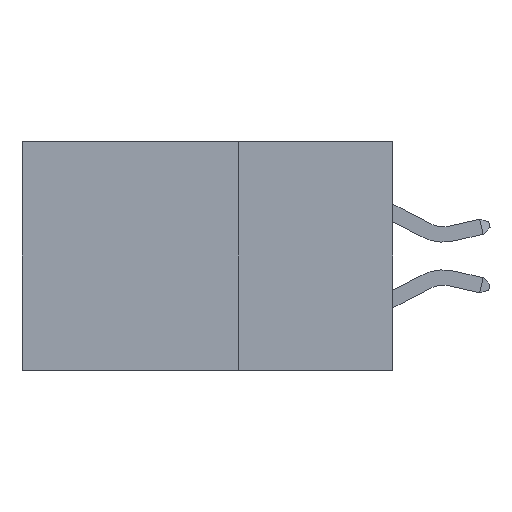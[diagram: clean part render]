
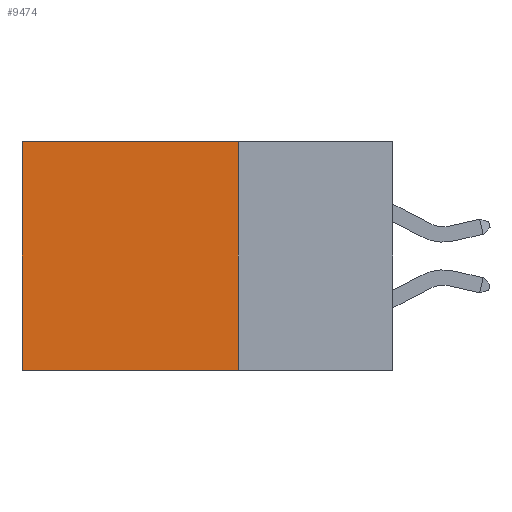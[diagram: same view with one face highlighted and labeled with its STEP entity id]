
A CAD part, left-side view. The second image highlights one B-rep face of the part: STEP entity #9474.
In plain terms, the highlighted planar face has unit normal (-1, 0, 0).
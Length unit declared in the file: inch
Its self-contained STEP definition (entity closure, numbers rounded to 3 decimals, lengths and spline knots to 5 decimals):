
#821 = VECTOR ( 'NONE', #1136, 39.37008 ) ;
#923 = DIRECTION ( 'NONE',  ( 0., 1., 0. ) ) ;
#1136 = DIRECTION ( 'NONE',  ( 0., 0., -1. ) ) ;
#3101 = EDGE_CURVE ( 'NONE', #33560, #36052, #3692, .T. ) ;
#3692 = LINE ( 'NONE', #23721, #821 ) ;
#5270 = VERTEX_POINT ( 'NONE', #13763 ) ;
#8706 = CARTESIAN_POINT ( 'NONE',  ( 0.2875, 0.25, 0. ) ) ;
#9299 = ORIENTED_EDGE ( 'NONE', *, *, #3101, .T. ) ;
#9474 = ADVANCED_FACE ( 'NONE', ( #14664 ), #17665, .F. ) ;
#11226 = CARTESIAN_POINT ( 'NONE',  ( 0.2875, 0.6, 0. ) ) ;
#12159 = CARTESIAN_POINT ( 'NONE',  ( 0.2875, 0.25, 0. ) ) ;
#12573 = ORIENTED_EDGE ( 'NONE', *, *, #35199, .F. ) ;
#13763 = CARTESIAN_POINT ( 'NONE',  ( 0.2875, 0.25, -0.37 ) ) ;
#14527 = CARTESIAN_POINT ( 'NONE',  ( 0.2875, 0.6, -0.37 ) ) ;
#14664 = FACE_OUTER_BOUND ( 'NONE', #15061, .T. ) ;
#14871 = DIRECTION ( 'NONE',  ( 1., 0., 0. ) ) ;
#15012 = AXIS2_PLACEMENT_3D ( 'NONE', #8706, #14871, #27238 ) ;
#15061 = EDGE_LOOP ( 'NONE', ( #9299, #33281, #12573, #21924 ) ) ;
#17665 = PLANE ( 'NONE',  #15012 ) ;
#17866 = VECTOR ( 'NONE', #923, 39.37008 ) ;
#18344 = DIRECTION ( 'NONE',  ( 0., 1., 0. ) ) ;
#21924 = ORIENTED_EDGE ( 'NONE', *, *, #24246, .T. ) ;
#23721 = CARTESIAN_POINT ( 'NONE',  ( 0.2875, 0.6, 0. ) ) ;
#24246 = EDGE_CURVE ( 'NONE', #32252, #33560, #34523, .T. ) ;
#24548 = CARTESIAN_POINT ( 'NONE',  ( 0.2875, 0.25, 0. ) ) ;
#26416 = VECTOR ( 'NONE', #41663, 39.37008 ) ;
#27238 = DIRECTION ( 'NONE',  ( 0., 0., -1. ) ) ;
#27769 = CARTESIAN_POINT ( 'NONE',  ( 0.2875, 0.25, -0.37 ) ) ;
#32083 = LINE ( 'NONE', #38251, #26416 ) ;
#32252 = VERTEX_POINT ( 'NONE', #24548 ) ;
#33281 = ORIENTED_EDGE ( 'NONE', *, *, #38458, .F. ) ;
#33560 = VERTEX_POINT ( 'NONE', #11226 ) ;
#33963 = LINE ( 'NONE', #27769, #17866 ) ;
#34523 = LINE ( 'NONE', #12159, #41607 ) ;
#35199 = EDGE_CURVE ( 'NONE', #32252, #5270, #32083, .T. ) ;
#36052 = VERTEX_POINT ( 'NONE', #14527 ) ;
#38251 = CARTESIAN_POINT ( 'NONE',  ( 0.2875, 0.25, 0. ) ) ;
#38458 = EDGE_CURVE ( 'NONE', #5270, #36052, #33963, .T. ) ;
#41607 = VECTOR ( 'NONE', #18344, 39.37008 ) ;
#41663 = DIRECTION ( 'NONE',  ( 0., 0., -1. ) ) ;
